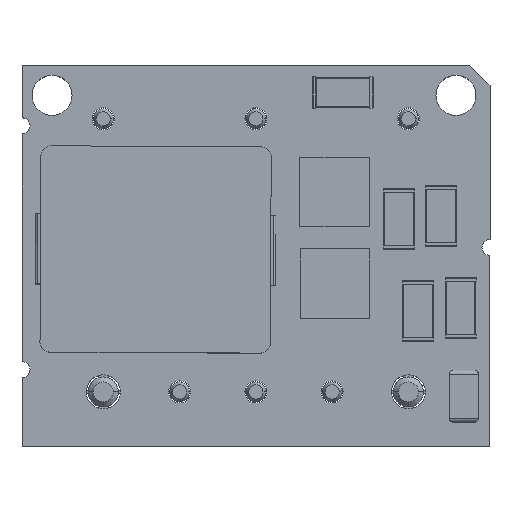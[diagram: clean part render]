
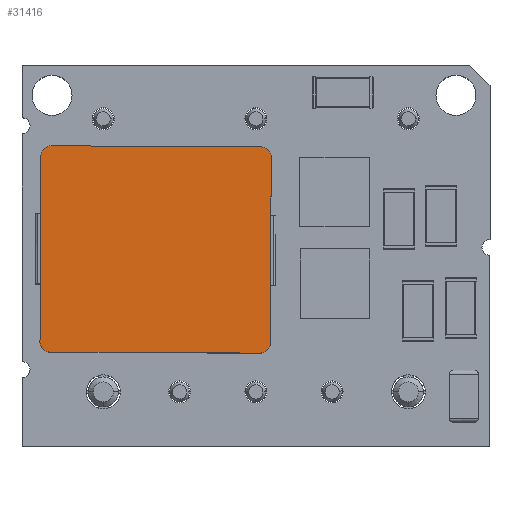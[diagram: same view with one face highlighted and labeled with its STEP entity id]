
A CAD part, top view. The second image highlights one B-rep face of the part: STEP entity #31416.
In plain terms, the highlighted planar face has unit normal (0, 0, 1).
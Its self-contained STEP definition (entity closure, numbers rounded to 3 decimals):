
#63 = EDGE_CURVE ( 'NONE', #27260, #8436, #34788, .T. ) ;
#1088 = ORIENTED_EDGE ( 'NONE', *, *, #63, .T. ) ;
#2298 = ORIENTED_EDGE ( 'NONE', *, *, #7870, .T. ) ;
#2577 = EDGE_CURVE ( 'NONE', #31615, #16295, #17336, .T. ) ;
#5510 = DIRECTION ( 'NONE',  ( 0., 0., 1. ) ) ;
#6046 = CARTESIAN_POINT ( 'NONE',  ( 11.95, 14.964, 6.202 ) ) ;
#6942 = VERTEX_POINT ( 'NONE', #8986 ) ;
#7347 = ORIENTED_EDGE ( 'NONE', *, *, #18425, .T. ) ;
#7870 = EDGE_CURVE ( 'NONE', #17767, #17328, #25155, .T. ) ;
#8412 = DIRECTION ( 'NONE',  ( -0.005, -1., 0. ) ) ;
#8436 = VERTEX_POINT ( 'NONE', #29783 ) ;
#8986 = CARTESIAN_POINT ( 'NONE',  ( 12.447, 14.461, 6.202 ) ) ;
#9123 = DIRECTION ( 'NONE',  ( -1., 0.005, 0. ) ) ;
#9234 = AXIS2_PLACEMENT_3D ( 'NONE', #33318, #19282, #8412 ) ;
#9846 = EDGE_CURVE ( 'NONE', #17328, #34590, #21148, .T. ) ;
#9911 = DIRECTION ( 'NONE',  ( 0., 0., 1. ) ) ;
#10288 = AXIS2_PLACEMENT_3D ( 'NONE', #12769, #9911, #20973 ) ;
#10332 = CARTESIAN_POINT ( 'NONE',  ( 0.947, 14.522, 6.202 ) ) ;
#11100 = DIRECTION ( 'NONE',  ( 0.005, 1., 0. ) ) ;
#11228 = CARTESIAN_POINT ( 'NONE',  ( 12.398, 5.161, 6.202 ) ) ;
#11409 = FACE_OUTER_BOUND ( 'NONE', #27904, .T. ) ;
#12380 = LINE ( 'NONE', #29542, #15659 ) ;
#12769 = CARTESIAN_POINT ( 'NONE',  ( 11.947, 14.464, 6.202 ) ) ;
#14236 = EDGE_CURVE ( 'NONE', #16295, #27260, #12380, .T. ) ;
#14710 = ORIENTED_EDGE ( 'NONE', *, *, #29962, .T. ) ;
#14889 = DIRECTION ( 'NONE',  ( -1., 0.005, 0. ) ) ;
#15659 = VECTOR ( 'NONE', #23340, 1000. ) ;
#16101 = VECTOR ( 'NONE', #9123, 1000. ) ;
#16295 = VERTEX_POINT ( 'NONE', #32067 ) ;
#17092 = CARTESIAN_POINT ( 'NONE',  ( 11.895, 4.664, 6.202 ) ) ;
#17328 = VERTEX_POINT ( 'NONE', #28216 ) ;
#17336 = CIRCLE ( 'NONE', #29605, 0.5 ) ;
#17560 = ORIENTED_EDGE ( 'NONE', *, *, #14236, .T. ) ;
#17767 = VERTEX_POINT ( 'NONE', #34711 ) ;
#18425 = EDGE_CURVE ( 'NONE', #34590, #31615, #30136, .T. ) ;
#19247 = PLANE ( 'NONE',  #30727 ) ;
#19282 = DIRECTION ( 'NONE',  ( 0., 0., 1. ) ) ;
#19532 = EDGE_CURVE ( 'NONE', #8436, #6942, #27653, .T. ) ;
#19591 = DIRECTION ( 'NONE',  ( -1., 0.005, 0. ) ) ;
#19729 = VECTOR ( 'NONE', #27223, 1000. ) ;
#20179 = DIRECTION ( 'NONE',  ( 0., 0., 1. ) ) ;
#20589 = AXIS2_PLACEMENT_3D ( 'NONE', #22007, #5510, #11100 ) ;
#20973 = DIRECTION ( 'NONE',  ( 1., -0.005, 0. ) ) ;
#21148 = CIRCLE ( 'NONE', #20589, 0.5 ) ;
#22007 = CARTESIAN_POINT ( 'NONE',  ( 1.447, 14.519, 6.202 ) ) ;
#22747 = CARTESIAN_POINT ( 'NONE',  ( 1.398, 5.219, 6.202 ) ) ;
#23340 = DIRECTION ( 'NONE',  ( 1., -0.005, 0. ) ) ;
#24547 = DIRECTION ( 'NONE',  ( 0., 0., 1. ) ) ;
#25155 = LINE ( 'NONE', #6046, #16101 ) ;
#27119 = ORIENTED_EDGE ( 'NONE', *, *, #19532, .T. ) ;
#27147 = CIRCLE ( 'NONE', #10288, 0.5 ) ;
#27223 = DIRECTION ( 'NONE',  ( -0.005, -1., 0. ) ) ;
#27260 = VERTEX_POINT ( 'NONE', #17092 ) ;
#27594 = CARTESIAN_POINT ( 'NONE',  ( 0.947, 14.522, 6.202 ) ) ;
#27653 = LINE ( 'NONE', #11228, #33301 ) ;
#27904 = EDGE_LOOP ( 'NONE', ( #7347, #34520, #17560, #1088, #27119, #14710, #2298, #28789 ) ) ;
#28182 = DIRECTION ( 'NONE',  ( 0.005, 1., 0. ) ) ;
#28216 = CARTESIAN_POINT ( 'NONE',  ( 1.45, 15.019, 6.202 ) ) ;
#28789 = ORIENTED_EDGE ( 'NONE', *, *, #9846, .T. ) ;
#29542 = CARTESIAN_POINT ( 'NONE',  ( 1.396, 4.719, 6.202 ) ) ;
#29605 = AXIS2_PLACEMENT_3D ( 'NONE', #22747, #20179, #14889 ) ;
#29783 = CARTESIAN_POINT ( 'NONE',  ( 12.398, 5.161, 6.202 ) ) ;
#29962 = EDGE_CURVE ( 'NONE', #6942, #17767, #27147, .T. ) ;
#30136 = LINE ( 'NONE', #27594, #19729 ) ;
#30390 = CARTESIAN_POINT ( 'NONE',  ( 6.673, 9.841, 6.202 ) ) ;
#30727 = AXIS2_PLACEMENT_3D ( 'NONE', #30390, #24547, #19591 ) ;
#31416 = ADVANCED_FACE ( 'NONE', ( #11409 ), #19247, .T. ) ;
#31615 = VERTEX_POINT ( 'NONE', #35249 ) ;
#32067 = CARTESIAN_POINT ( 'NONE',  ( 1.396, 4.719, 6.202 ) ) ;
#33301 = VECTOR ( 'NONE', #28182, 1000. ) ;
#33318 = CARTESIAN_POINT ( 'NONE',  ( 11.898, 5.164, 6.202 ) ) ;
#34520 = ORIENTED_EDGE ( 'NONE', *, *, #2577, .T. ) ;
#34590 = VERTEX_POINT ( 'NONE', #10332 ) ;
#34711 = CARTESIAN_POINT ( 'NONE',  ( 11.95, 14.964, 6.202 ) ) ;
#34788 = CIRCLE ( 'NONE', #9234, 0.5 ) ;
#35249 = CARTESIAN_POINT ( 'NONE',  ( 0.898, 5.222, 6.202 ) ) ;
